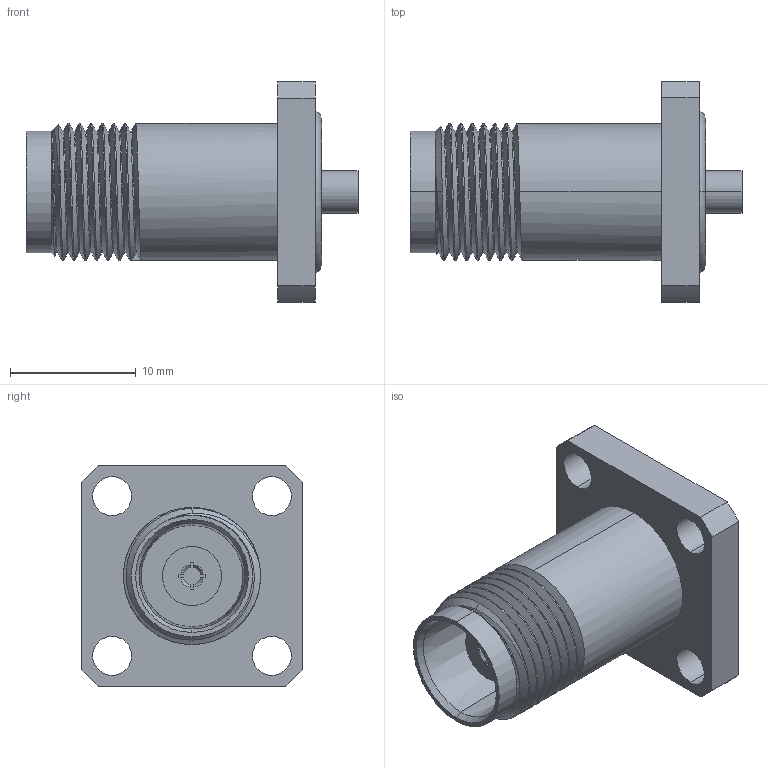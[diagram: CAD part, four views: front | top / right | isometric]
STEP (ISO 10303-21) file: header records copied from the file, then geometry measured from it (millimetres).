
FILE_DESCRIPTION (( 'STEP AP203' ), '1' );
FILE_NAME ('TNC-PJ-086.STEP', '2025-03-11T06:36:04', ( '' ), ( '' ), 'SwSTEP 2.0', 'SolidWorks 2022', '' );
FILE_SCHEMA (( 'CONFIG_CONTROL_DESIGN' ));
Length unit declared in the file: millimetre
Products named in the file (1): TNC-PJ-086
Bounding box: 26.4 x 17.5 x 17.5 mm (x, y, z)
Volume: 2234.4 mm3; surface area: 2266.7 mm2
Topology: 2 solids, 2 shells, 96 faces, 241 edges, 156 vertices
Faces by surface type: cylinder 48, plane 24, cone 17, torus 4, bspline 3
Entity records: 4411 total; most frequent: CARTESIAN_POINT 2054, ORIENTED_EDGE 482, DIRECTION 479, EDGE_CURVE 241, AXIS2_PLACEMENT_3D 189, VERTEX_POINT 156, EDGE_LOOP 113, LINE 101
